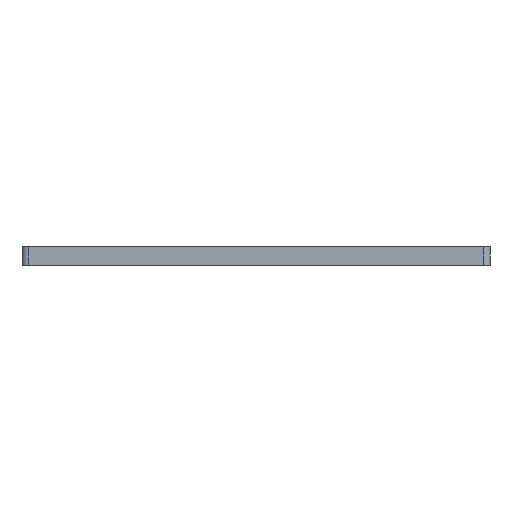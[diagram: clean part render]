
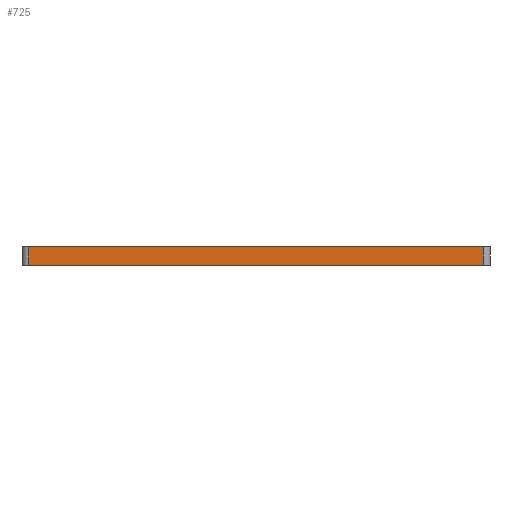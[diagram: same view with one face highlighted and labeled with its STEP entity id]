
A CAD part, front view. The second image highlights one B-rep face of the part: STEP entity #725.
In plain terms, the highlighted planar face has unit normal (0, -1, 0).
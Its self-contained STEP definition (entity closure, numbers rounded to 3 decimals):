
#33=PLANE('',#783);
#65=FACE_OUTER_BOUND('',#109,.T.);
#109=EDGE_LOOP('',(#557,#558,#559,#560));
#156=LINE('',#1033,#246);
#181=LINE('',#1090,#271);
#182=LINE('',#1093,#272);
#183=LINE('',#1094,#273);
#246=VECTOR('',#842,10.);
#271=VECTOR('',#877,10.);
#272=VECTOR('',#880,10.);
#273=VECTOR('',#881,10.);
#350=VERTEX_POINT('',#1030);
#351=VERTEX_POINT('',#1032);
#378=VERTEX_POINT('',#1088);
#379=VERTEX_POINT('',#1092);
#420=EDGE_CURVE('',#351,#350,#156,.T.);
#449=EDGE_CURVE('',#351,#378,#181,.T.);
#450=EDGE_CURVE('',#379,#350,#182,.T.);
#451=EDGE_CURVE('',#378,#379,#183,.T.);
#557=ORIENTED_EDGE('',*,*,#449,.F.);
#558=ORIENTED_EDGE('',*,*,#420,.T.);
#559=ORIENTED_EDGE('',*,*,#450,.F.);
#560=ORIENTED_EDGE('',*,*,#451,.F.);
#725=ADVANCED_FACE('',(#65),#33,.T.);
#783=AXIS2_PLACEMENT_3D('',#1091,#878,#879);
#842=DIRECTION('',(-1.,0.,0.));
#877=DIRECTION('',(0.,0.,-1.));
#878=DIRECTION('center_axis',(0.,-1.,0.));
#879=DIRECTION('ref_axis',(-1.,0.,0.));
#880=DIRECTION('',(0.,0.,1.));
#881=DIRECTION('',(-1.,0.,0.));
#1030=CARTESIAN_POINT('',(78.199,-102.055,3.7));
#1032=CARTESIAN_POINT('',(115.099,-102.055,3.7));
#1033=CARTESIAN_POINT('',(106.124,-102.055,3.7));
#1088=CARTESIAN_POINT('',(115.099,-102.055,2.2));
#1090=CARTESIAN_POINT('',(115.099,-102.055,3.8));
#1091=CARTESIAN_POINT('Origin',(115.599,-102.055,3.8));
#1092=CARTESIAN_POINT('',(78.199,-102.055,2.2));
#1093=CARTESIAN_POINT('',(78.199,-102.055,3.8));
#1094=CARTESIAN_POINT('',(106.124,-102.055,2.2));
